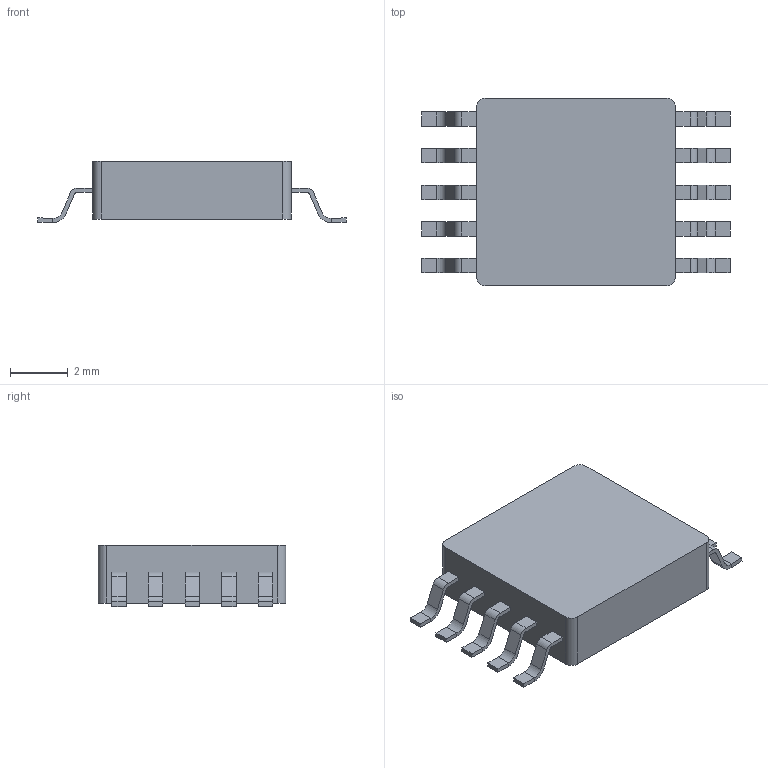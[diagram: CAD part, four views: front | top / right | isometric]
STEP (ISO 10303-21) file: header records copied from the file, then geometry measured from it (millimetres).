
FILE_DESCRIPTION (( 'STEP AP214' ), '1' );
FILE_NAME ('User Library-FlatPack 10 pin.STEP', '2020-06-18T11:43:37', ( '' ), ( '' ), 'SwSTEP 2.0', 'SolidWorks 2019', '' );
FILE_SCHEMA (( 'AUTOMOTIVE_DESIGN' ));
Length unit declared in the file: millimetre
Products named in the file (1): User Library-FlatPack 10 pin
Bounding box: 10.7 x 6.5 x 2.12 mm (x, y, z)
Volume: 91.4 mm3; surface area: 177.6 mm2
Topology: 21 solids, 21 shells, 200 faces, 474 edges, 316 vertices
Faces by surface type: plane 146, cylinder 54
Entity records: 8160 total; most frequent: CARTESIAN_POINT 991, DIRECTION 984, ORIENTED_EDGE 948, EDGE_CURVE 474, LINE 366, VECTOR 366, VERTEX_POINT 316, AXIS2_PLACEMENT_3D 309
